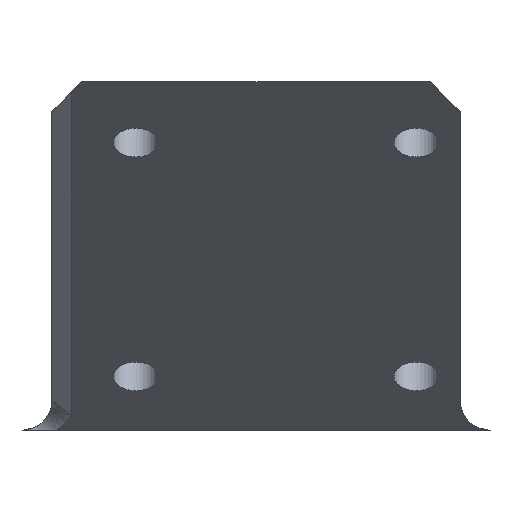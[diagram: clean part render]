
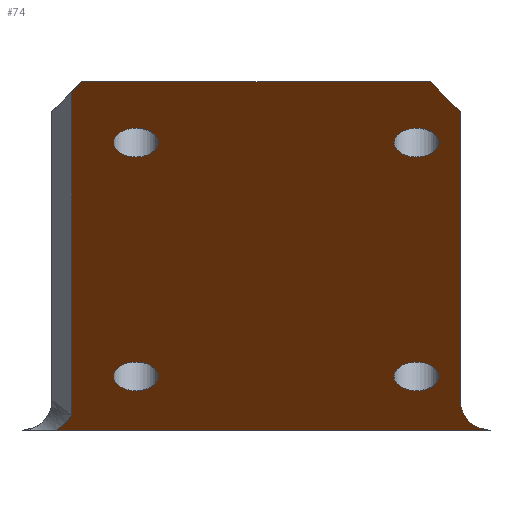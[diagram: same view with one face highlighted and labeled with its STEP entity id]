
A CAD part, left-side view. The second image highlights one B-rep face of the part: STEP entity #74.
In plain terms, the highlighted planar face has unit normal (-0.643, 0, -0.766).
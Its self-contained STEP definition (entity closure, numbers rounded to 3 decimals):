
#74=ADVANCED_FACE('',(#388,#390,#392,#394,#396),#398,.F.);
#388=FACE_BOUND('',#389,.T.);
#389=EDGE_LOOP('',(#1059,#1060,#1061,#1062,#1063,#1064,#1065,#1066));
#390=FACE_BOUND('',#391,.T.);
#391=EDGE_LOOP('',(#1067));
#392=FACE_BOUND('',#393,.T.);
#393=EDGE_LOOP('',(#1068));
#394=FACE_BOUND('',#395,.T.);
#395=EDGE_LOOP('',(#1069));
#396=FACE_BOUND('',#397,.T.);
#397=EDGE_LOOP('',(#1070));
#398=PLANE('',#399);
#399=AXIS2_PLACEMENT_3D('',#400,#401,#402);
#400=CARTESIAN_POINT('',(-19.269,-138.199,5.404));
#401=DIRECTION('',(0.643,0.,0.766));
#402=DIRECTION('',(0.766,0.,-0.643));
#1059=ORIENTED_EDGE('',*,*,#1213,.T.);
#1060=ORIENTED_EDGE('',*,*,#1214,.F.);
#1061=ORIENTED_EDGE('',*,*,#1215,.T.);
#1062=ORIENTED_EDGE('',*,*,#1216,.F.);
#1063=ORIENTED_EDGE('',*,*,#1200,.T.);
#1064=ORIENTED_EDGE('',*,*,#1210,.F.);
#1065=ORIENTED_EDGE('',*,*,#1217,.T.);
#1066=ORIENTED_EDGE('',*,*,#1218,.F.);
#1067=ORIENTED_EDGE('',*,*,#1219,.T.);
#1068=ORIENTED_EDGE('',*,*,#1220,.T.);
#1069=ORIENTED_EDGE('',*,*,#1221,.T.);
#1070=ORIENTED_EDGE('',*,*,#1222,.T.);
#1200=EDGE_CURVE('',#1281,#1279,#1282,.F.);
#1210=EDGE_CURVE('',#1298,#1279,#1301,.F.);
#1213=EDGE_CURVE('',#1305,#1306,#1307,.T.);
#1214=EDGE_CURVE('',#1308,#1306,#1309,.T.);
#1215=EDGE_CURVE('',#1308,#1310,#1311,.F.);
#1216=EDGE_CURVE('',#1281,#1310,#1312,.F.);
#1217=EDGE_CURVE('',#1298,#1313,#1314,.F.);
#1218=EDGE_CURVE('',#1305,#1313,#1315,.F.);
#1219=EDGE_CURVE('',#1316,#1316,#1317,.F.);
#1220=EDGE_CURVE('',#1318,#1318,#1319,.F.);
#1221=EDGE_CURVE('',#1320,#1320,#1321,.F.);
#1222=EDGE_CURVE('',#1322,#1322,#1323,.F.);
#1279=VERTEX_POINT('',#1413);
#1281=VERTEX_POINT('',#1417);
#1282=LINE('',#1418,#1419);
#1298=VERTEX_POINT('',#1458);
#1301=LINE('',#1463,#1464);
#1305=VERTEX_POINT('',#1473);
#1306=VERTEX_POINT('',#1474);
#1307=LINE('',#1475,#1476);
#1308=VERTEX_POINT('',#1478);
#1309=(BOUNDED_CURVE()B_SPLINE_CURVE(3,
(#1479,#1480,#1481,#1482),
.UNSPECIFIED.,.F.,.F.)B_SPLINE_CURVE_WITH_KNOTS((4,4),
(0.,1.),
.UNSPECIFIED.)CURVE()GEOMETRIC_REPRESENTATION_ITEM()RATIONAL_B_SPLINE_CURVE((1.,
0.805,0.805,1.))REPRESENTATION_ITEM(''));
#1310=VERTEX_POINT('',#1483);
#1311=LINE('',#1484,#1485);
#1312=LINE('',#1487,#1488);
#1313=VERTEX_POINT('',#1490);
#1314=LINE('',#1491,#1492);
#1315=B_SPLINE_CURVE_WITH_KNOTS('',3,
(#1494,#1495,#1496,#1497,#1498,#1499,#1500,#1501,#1502,#1503,#1504,#1505),
.UNSPECIFIED.,.F.,.F.,
(4,2,2,2,2,4),
(0.,0.294,0.45,0.754,0.989,1.),
.UNSPECIFIED.);
#1316=VERTEX_POINT('',#1506);
#1317=CIRCLE('',#1507,2.25);
#1318=VERTEX_POINT('',#1511);
#1319=CIRCLE('',#1512,2.25);
#1320=VERTEX_POINT('',#1516);
#1321=CIRCLE('',#1517,2.25);
#1322=VERTEX_POINT('',#1521);
#1323=CIRCLE('',#1522,2.25);
#1413=CARTESIAN_POINT('',(-54.54,17.8,35.));
#1417=CARTESIAN_POINT('',(-54.54,-17.2,35.));
#1418=CARTESIAN_POINT('',(-54.54,17.8,35.));
#1419=VECTOR('',#1420,1.);
#1420=DIRECTION('',(0.,-1.,0.));
#1458=CARTESIAN_POINT('',(-53.349,18.8,34.));
#1463=CARTESIAN_POINT('',(-54.54,17.8,35.));
#1464=VECTOR('',#1465,1.);
#1465=DIRECTION('',(0.644,0.541,-0.541));
#1473=CARTESIAN_POINT('',(-12.829,20.353,0.));
#1474=CARTESIAN_POINT('',(-12.829,-23.2,0.));
#1475=CARTESIAN_POINT('',(-12.829,20.353,0.));
#1476=VECTOR('',#1477,1.);
#1477=DIRECTION('',(0.,-1.,0.));
#1478=CARTESIAN_POINT('',(-16.404,-20.2,3.));
#1479=CARTESIAN_POINT('',(-16.404,-20.2,3.));
#1480=CARTESIAN_POINT('',(-14.31,-20.2,1.243));
#1481=CARTESIAN_POINT('',(-12.829,-21.443,0.));
#1482=CARTESIAN_POINT('',(-12.829,-23.2,0.));
#1483=CARTESIAN_POINT('',(-50.965,-20.2,32.));
#1484=CARTESIAN_POINT('',(-50.965,-20.2,32.));
#1485=VECTOR('',#1486,1.);
#1486=DIRECTION('',(0.766,0.,-0.643));
#1487=CARTESIAN_POINT('',(-50.965,-20.2,32.));
#1488=VECTOR('',#1489,1.);
#1489=DIRECTION('',(-0.644,0.541,0.541));
#1490=CARTESIAN_POINT('',(-14.578,18.8,1.468));
#1491=CARTESIAN_POINT('',(-14.578,18.8,1.468));
#1492=VECTOR('',#1493,1.);
#1493=DIRECTION('',(-0.766,0.,0.643));
#1494=CARTESIAN_POINT('',(-14.578,18.8,1.468));
#1495=CARTESIAN_POINT('',(-14.39,18.931,1.309));
#1496=CARTESIAN_POINT('',(-14.201,19.061,1.151));
#1497=CARTESIAN_POINT('',(-13.924,19.276,0.919));
#1498=CARTESIAN_POINT('',(-13.829,19.352,0.839));
#1499=CARTESIAN_POINT('',(-13.556,19.584,0.61));
#1500=CARTESIAN_POINT('',(-13.381,19.744,0.463));
#1501=CARTESIAN_POINT('',(-13.087,20.048,0.217));
#1502=CARTESIAN_POINT('',(-12.962,20.187,0.112));
#1503=CARTESIAN_POINT('',(-12.84,20.339,0.009));
#1504=CARTESIAN_POINT('',(-12.835,20.346,0.005));
#1505=CARTESIAN_POINT('',(-12.829,20.353,0.));
#1506=CARTESIAN_POINT('',(-19.269,-13.551,5.404));
#1507=AXIS2_PLACEMENT_3D('',#1508,#1509,#1510);
#1508=CARTESIAN_POINT('',(-19.269,-15.801,5.404));
#1509=DIRECTION('',(-0.643,0.,-0.766));
#1510=DIRECTION('',(0.,1.,0.));
#1511=CARTESIAN_POINT('',(-19.269,14.628,5.404));
#1512=AXIS2_PLACEMENT_3D('',#1513,#1514,#1515);
#1513=CARTESIAN_POINT('',(-19.269,12.378,5.404));
#1514=DIRECTION('',(-0.643,0.,-0.766));
#1515=DIRECTION('',(0.,1.,0.));
#1516=CARTESIAN_POINT('',(-47.249,14.628,28.882));
#1517=AXIS2_PLACEMENT_3D('',#1518,#1519,#1520);
#1518=CARTESIAN_POINT('',(-47.249,12.378,28.882));
#1519=DIRECTION('',(-0.643,0.,-0.766));
#1520=DIRECTION('',(0.,1.,0.));
#1521=CARTESIAN_POINT('',(-47.249,-13.551,28.882));
#1522=AXIS2_PLACEMENT_3D('',#1523,#1524,#1525);
#1523=CARTESIAN_POINT('',(-47.249,-15.801,28.882));
#1524=DIRECTION('',(-0.643,0.,-0.766));
#1525=DIRECTION('',(0.,1.,0.));
